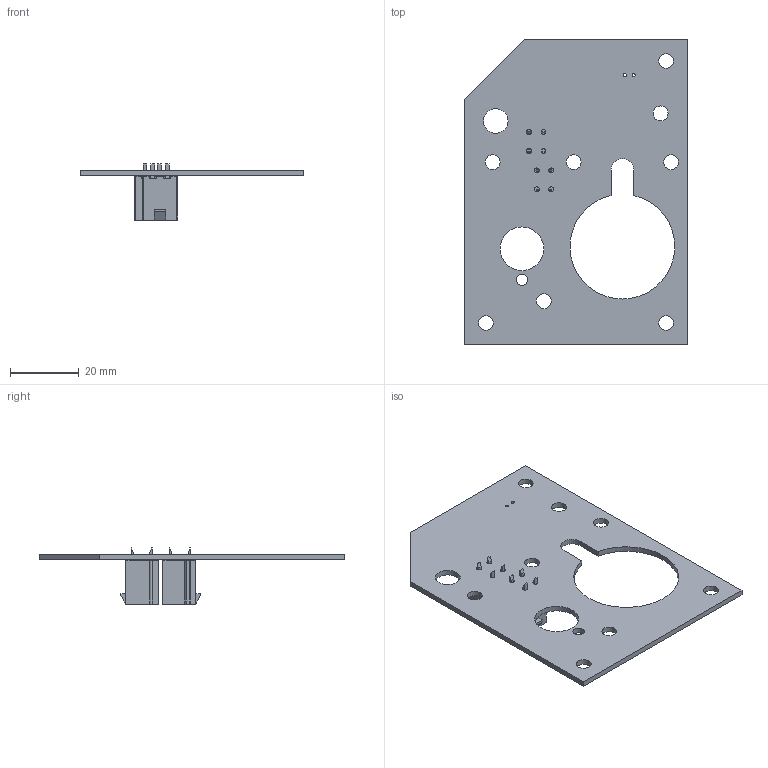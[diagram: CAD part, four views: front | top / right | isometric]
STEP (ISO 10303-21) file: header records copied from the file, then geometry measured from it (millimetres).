
FILE_DESCRIPTION(('KiCad electronic assembly'),'2;1');
FILE_NAME('LANDING GEAR PANEL.step','2023-01-09T18:56:43',('Pcbnew'),( 'Kicad'),'Open CASCADE STEP processor 7.6','KiCad to STEP converter' ,'Unknown');
FILE_SCHEMA(('AUTOMOTIVE_DESIGN { 1 0 10303 214 1 1 1 1 }'));
Length unit declared in the file: millimetre
Products named in the file (4): LANDING GEAR PANEL 1; Molex_Mini-Fit_Jr_5566-04A_2x02_P4.20mm_Vertical; SOLID; _autosave-LANDING GEAR PANEL PCB
Assembly tree (4 placements, depth 3):
  LANDING GEAR PANEL 1
    Molex_Mini-Fit_Jr_5566-04A_2x02_P4.20mm_Vertical  x2
      SOLID
    _autosave-LANDING GEAR PANEL PCB
Bounding box: 65.09 x 88.9 x 16.3 mm (x, y, z)
Volume: 8738.3 mm3; surface area: 12854.9 mm2
Topology: 3 solids, 3 shells, 290 faces, 776 edges, 516 vertices
Faces by surface type: plane 265, cylinder 25
Full cylindrical faces by diameter (mm): 0.9 x2, 1.4 x8, 3.302 x1, 4.305 x8, 7.142 x1, 12.7 x1
Entity records: 10788 total; most frequent: CARTESIAN_POINT 1759, DIRECTION 1678, LINE 1203, VECTOR 1203, ORIENTED_EDGE 866, PCURVE 866, DEFINITIONAL_REPRESENTATION 866, EDGE_CURVE 433
